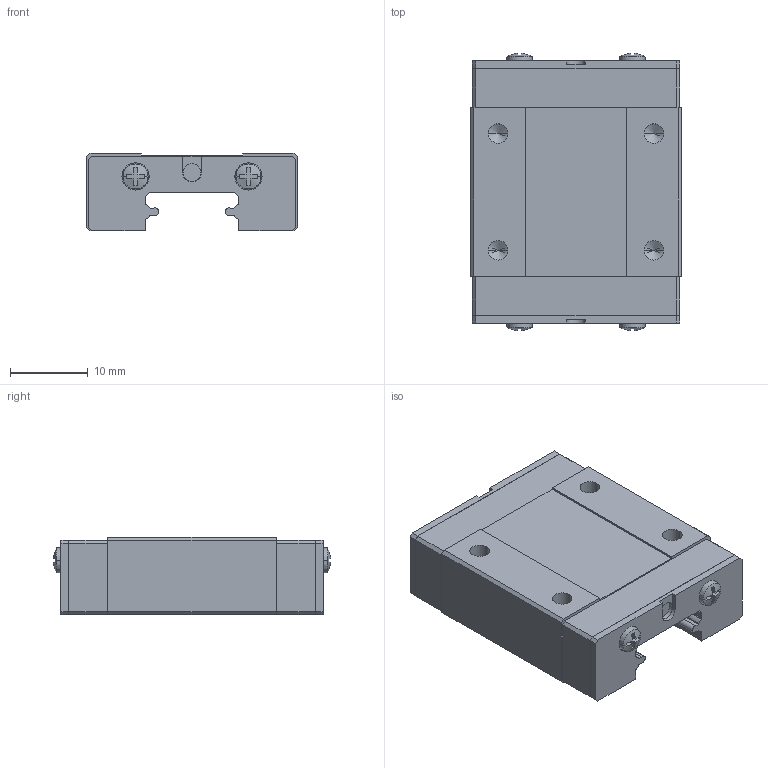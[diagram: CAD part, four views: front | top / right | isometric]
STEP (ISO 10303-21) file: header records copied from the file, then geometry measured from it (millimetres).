
FILE_DESCRIPTION(('STEP AP214'),'1');
FILE_NAME('cctmp_4E6A0BA8-A8B6-4417-B1C7-580FE2934077_2023_10_26_01_53_28_0641..stp','2023-10-25T23:53:28',('HIWIN GmbH'),('CADClick - www.CADClick.com'),'Spatial InterOp 3D',' ','unknown authorization');
FILE_SCHEMA(('AUTOMOTIVE_DESIGN'));
Length unit declared in the file: millimetre
Products named in the file (1): MGN12CZ0HM_FILE
Bounding box: 27 x 35.69 x 10 mm (x, y, z)
Volume: 6886.6 mm3; surface area: 3607.8 mm2
Topology: 1 solids, 3 shells, 208 faces, 560 edges, 364 vertices
Faces by surface type: plane 134, cylinder 46, cone 28
Entity records: 8048 total; most frequent: CARTESIAN_POINT 1237, ORIENTED_EDGE 1104, DIRECTION 1026, EDGE_CURVE 552, LINE 384, VECTOR 384, VERTEX_POINT 364, AXIS2_PLACEMENT_3D 321
